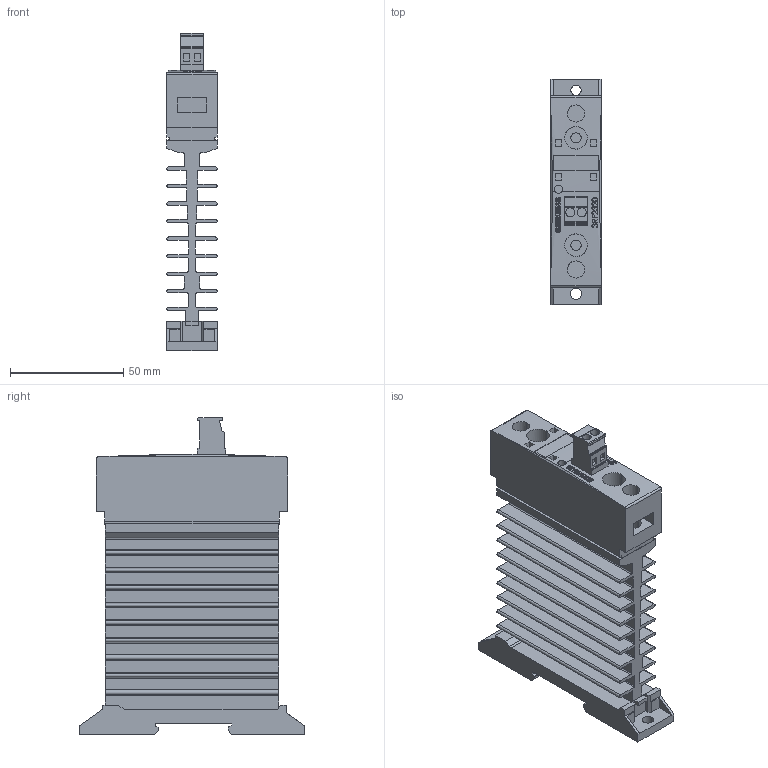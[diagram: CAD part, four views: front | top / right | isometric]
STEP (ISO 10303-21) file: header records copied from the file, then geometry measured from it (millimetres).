
FILE_DESCRIPTION (( 'STEP AP214' ), '1' );
FILE_NAME ('z_5353303_00_000_.STEP', '2006-02-15T07:27:15', ( 'Katarina Christall' ), ( 'TW' ), 'SwSTEP 2.0', 'SolidWorks 2005354', '' );
FILE_SCHEMA (( 'AUTOMOTIVE_DESIGN' ));
Length unit declared in the file: millimetre
Products named in the file (1): z_5353303_00_000_
Bounding box: 22.4 x 99.79 x 140.5 mm (x, y, z)
Volume: 124522.2 mm3; surface area: 57622.9 mm2
Topology: 1 solids, 1 shells, 508 faces, 1410 edges, 940 vertices
Faces by surface type: plane 320, cylinder 104, bspline 84
Entity records: 26587 total; most frequent: CARTESIAN_POINT 10882, ORIENTED_EDGE 2820, DIRECTION 2302, EDGE_CURVE 1410, LINE 962, VECTOR 962, VERTEX_POINT 940, AXIS2_PLACEMENT_3D 670
